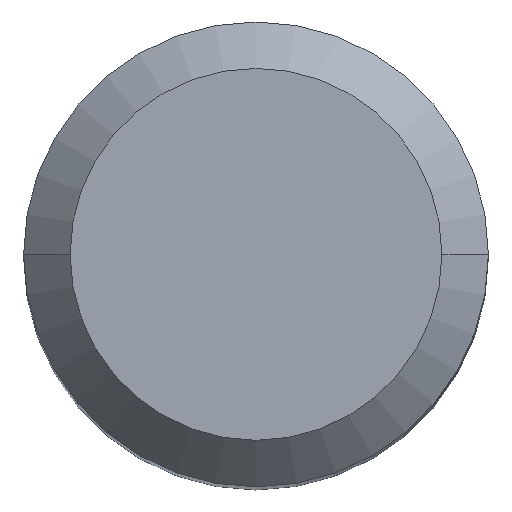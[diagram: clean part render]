
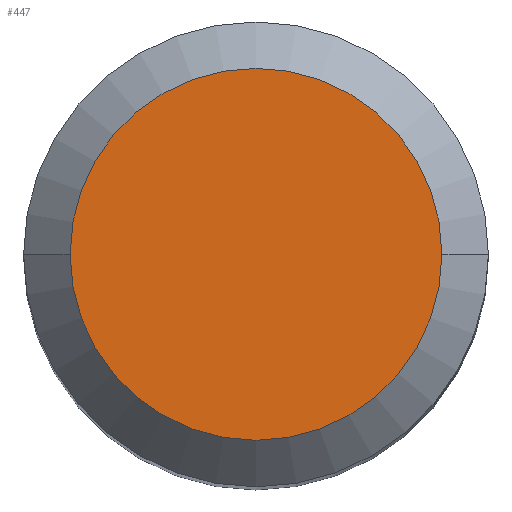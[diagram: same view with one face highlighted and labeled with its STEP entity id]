
A CAD part, top view. The second image highlights one B-rep face of the part: STEP entity #447.
In plain terms, the highlighted planar face has unit normal (0, 0, 1).
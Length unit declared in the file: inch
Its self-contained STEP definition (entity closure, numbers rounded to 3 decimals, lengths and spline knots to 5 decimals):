
#6 = AXIS2_PLACEMENT_3D ( 'NONE', #457, #85, #381 ) ;
#18 = DIRECTION ( 'NONE',  ( -1., 0., 0. ) ) ;
#77 = CARTESIAN_POINT ( 'NONE',  ( 0., 0., 0. ) ) ;
#85 = DIRECTION ( 'NONE',  ( 0., 0., 1. ) ) ;
#111 = ORIENTED_EDGE ( 'NONE', *, *, #152, .T. ) ;
#113 = VERTEX_POINT ( 'NONE', #155 ) ;
#119 = DIRECTION ( 'NONE',  ( 0., 0., 1. ) ) ;
#126 = AXIS2_PLACEMENT_3D ( 'NONE', #407, #288, #18 ) ;
#143 = PLANE ( 'NONE',  #126 ) ;
#152 = EDGE_CURVE ( 'NONE', #409, #113, #306, .T. ) ;
#155 = CARTESIAN_POINT ( 'NONE',  ( -0.15748, 0., 0. ) ) ;
#192 = EDGE_CURVE ( 'NONE', #113, #409, #456, .T. ) ;
#194 = DIRECTION ( 'NONE',  ( 1., 0., 0. ) ) ;
#242 = EDGE_LOOP ( 'NONE', ( #362, #111 ) ) ;
#288 = DIRECTION ( 'NONE',  ( 0., 0., -1. ) ) ;
#306 = CIRCLE ( 'NONE', #414, 0.15748 ) ;
#362 = ORIENTED_EDGE ( 'NONE', *, *, #192, .T. ) ;
#381 = DIRECTION ( 'NONE',  ( 1., 0., 0. ) ) ;
#407 = CARTESIAN_POINT ( 'NONE',  ( 0., 0., 0. ) ) ;
#409 = VERTEX_POINT ( 'NONE', #411 ) ;
#411 = CARTESIAN_POINT ( 'NONE',  ( 0.15748, 0., 0. ) ) ;
#414 = AXIS2_PLACEMENT_3D ( 'NONE', #77, #119, #194 ) ;
#447 = ADVANCED_FACE ( 'NONE', ( #478 ), #143, .F. ) ;
#456 = CIRCLE ( 'NONE', #6, 0.15748 ) ;
#457 = CARTESIAN_POINT ( 'NONE',  ( 0., 0., 0. ) ) ;
#478 = FACE_OUTER_BOUND ( 'NONE', #242, .T. ) ;
